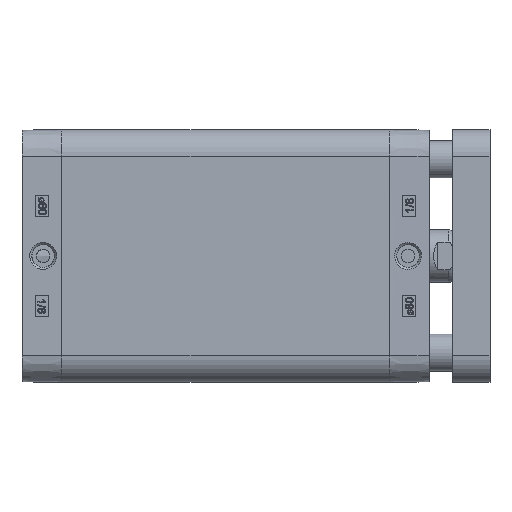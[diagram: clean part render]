
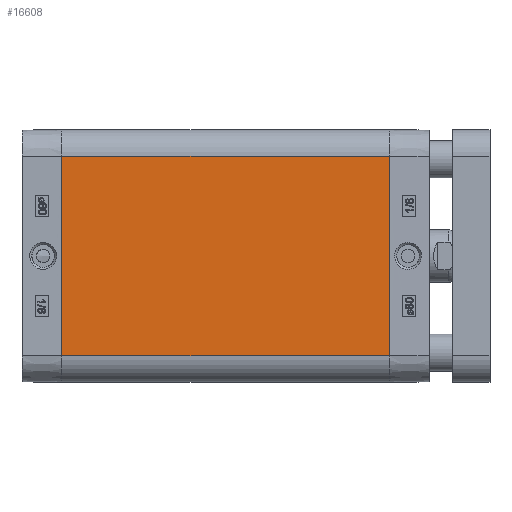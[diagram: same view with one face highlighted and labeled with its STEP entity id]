
A CAD part, left-side view. The second image highlights one B-rep face of the part: STEP entity #16608.
In plain terms, the highlighted planar face has unit normal (-1, 0, 0).
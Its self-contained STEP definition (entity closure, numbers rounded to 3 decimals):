
#11775=CARTESIAN_POINT('',(-47.75,-124.0,37.75));
#11776=VERTEX_POINT('',#11775);
#11783=CARTESIAN_POINT('',(-47.75,-124.0,-37.75));
#11784=VERTEX_POINT('',#11783);
#11785=CARTESIAN_POINT('',(-47.75,-124.0,-37.75));
#11786=DIRECTION('',(0.0,0.0,1.0));
#11787=VECTOR('',#11786,75.5);
#11788=LINE('',#11785,#11787);
#11789=EDGE_CURVE('',#11784,#11776,#11788,.T.);
#16566=CARTESIAN_POINT('',(-47.75,0.0,-37.75));
#16567=VERTEX_POINT('',#16566);
#16568=CARTESIAN_POINT('',(-47.75,0.0,-37.75));
#16569=DIRECTION('',(0.0,-1.0,0.0));
#16570=VECTOR('',#16569,124.0);
#16571=LINE('',#16568,#16570);
#16572=EDGE_CURVE('',#16567,#11784,#16571,.T.);
#16585=CARTESIAN_POINT('',(-47.75,0.0,-37.75));
#16586=DIRECTION('',(-1.0,0.0,0.0));
#16587=DIRECTION('',(0.0,0.0,1.0));
#16588=AXIS2_PLACEMENT_3D('',#16585,#16586,#16587);
#16589=PLANE('',#16588);
#16590=ORIENTED_EDGE('',*,*,#11789,.T.);
#16591=CARTESIAN_POINT('',(-47.75,0.0,37.75));
#16592=VERTEX_POINT('',#16591);
#16593=CARTESIAN_POINT('',(-47.75,0.0,37.75));
#16594=DIRECTION('',(0.0,-1.0,0.0));
#16595=VECTOR('',#16594,124.0);
#16596=LINE('',#16593,#16595);
#16597=EDGE_CURVE('',#16592,#11776,#16596,.T.);
#16598=ORIENTED_EDGE('',*,*,#16597,.F.);
#16599=CARTESIAN_POINT('',(-47.75,0.0,-37.75));
#16600=DIRECTION('',(0.0,0.0,1.0));
#16601=VECTOR('',#16600,75.5);
#16602=LINE('',#16599,#16601);
#16603=EDGE_CURVE('',#16567,#16592,#16602,.T.);
#16604=ORIENTED_EDGE('',*,*,#16603,.F.);
#16605=ORIENTED_EDGE('',*,*,#16572,.T.);
#16606=EDGE_LOOP('',(#16590,#16598,#16604,#16605));
#16607=FACE_OUTER_BOUND('',#16606,.T.);
#16608=ADVANCED_FACE('',(#16607),#16589,.T.);
